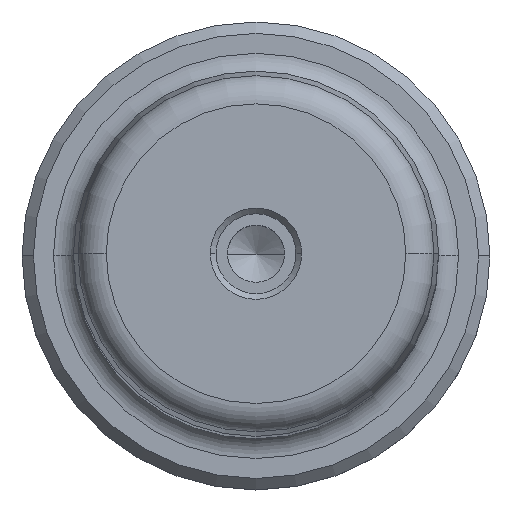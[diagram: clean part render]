
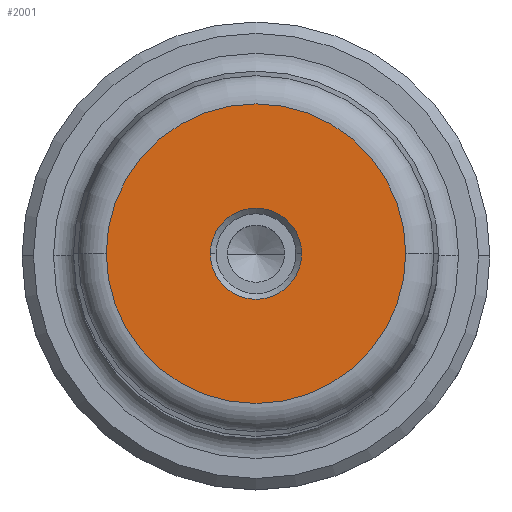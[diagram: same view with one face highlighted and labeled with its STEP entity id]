
A CAD part, top view. The second image highlights one B-rep face of the part: STEP entity #2001.
In plain terms, the highlighted planar face has unit normal (0, 0, 1).
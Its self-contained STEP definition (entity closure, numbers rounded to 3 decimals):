
#3 = EDGE_CURVE ( 'NONE', #1245, #1979, #349, .T. ) ;
#28 = DIRECTION ( 'NONE',  ( 0., 0., -1. ) ) ;
#54 = EDGE_LOOP ( 'NONE', ( #1309, #350 ) ) ;
#228 = DIRECTION ( 'NONE',  ( 0., 0., 1. ) ) ;
#246 = CIRCLE ( 'NONE', #1081, 4. ) ;
#255 = FACE_BOUND ( 'NONE', #2022, .T. ) ;
#349 = CIRCLE ( 'NONE', #1995, 13.124 ) ;
#350 = ORIENTED_EDGE ( 'NONE', *, *, #3, .T. ) ;
#397 = DIRECTION ( 'NONE',  ( 0., 0., 1. ) ) ;
#453 = CARTESIAN_POINT ( 'NONE',  ( 0., 0., 150. ) ) ;
#474 = CARTESIAN_POINT ( 'NONE',  ( -4., 0., 150. ) ) ;
#512 = EDGE_CURVE ( 'NONE', #1979, #1245, #533, .T. ) ;
#533 = CIRCLE ( 'NONE', #1163, 13.124 ) ;
#835 = DIRECTION ( 'NONE',  ( 0., 0., 1. ) ) ;
#860 = ORIENTED_EDGE ( 'NONE', *, *, #1305, .T. ) ;
#921 = CARTESIAN_POINT ( 'NONE',  ( 0., 0., 150. ) ) ;
#1005 = VERTEX_POINT ( 'NONE', #474 ) ;
#1081 = AXIS2_PLACEMENT_3D ( 'NONE', #921, #2255, #1108 ) ;
#1108 = DIRECTION ( 'NONE',  ( 1., 0., 0. ) ) ;
#1119 = EDGE_CURVE ( 'NONE', #1399, #1005, #1551, .T. ) ;
#1147 = CARTESIAN_POINT ( 'NONE',  ( 0., 0., 150. ) ) ;
#1163 = AXIS2_PLACEMENT_3D ( 'NONE', #1519, #397, #1714 ) ;
#1199 = CARTESIAN_POINT ( 'NONE',  ( 13.124, 0., 150. ) ) ;
#1245 = VERTEX_POINT ( 'NONE', #1760 ) ;
#1274 = ORIENTED_EDGE ( 'NONE', *, *, #1119, .T. ) ;
#1296 = CARTESIAN_POINT ( 'NONE',  ( 4., 0., 150. ) ) ;
#1305 = EDGE_CURVE ( 'NONE', #1005, #1399, #246, .T. ) ;
#1309 = ORIENTED_EDGE ( 'NONE', *, *, #512, .T. ) ;
#1333 = DIRECTION ( 'NONE',  ( 1., 0., 0. ) ) ;
#1399 = VERTEX_POINT ( 'NONE', #1296 ) ;
#1519 = CARTESIAN_POINT ( 'NONE',  ( 0., 0., 150. ) ) ;
#1536 = CARTESIAN_POINT ( 'NONE',  ( 0., 0., 150. ) ) ;
#1551 = CIRCLE ( 'NONE', #2224, 4. ) ;
#1693 = FACE_OUTER_BOUND ( 'NONE', #54, .T. ) ;
#1714 = DIRECTION ( 'NONE',  ( 1., 0., 0. ) ) ;
#1760 = CARTESIAN_POINT ( 'NONE',  ( -13.124, 0., 150. ) ) ;
#1972 = PLANE ( 'NONE',  #2011 ) ;
#1979 = VERTEX_POINT ( 'NONE', #1199 ) ;
#1995 = AXIS2_PLACEMENT_3D ( 'NONE', #1536, #228, #2312 ) ;
#2001 = ADVANCED_FACE ( 'NONE', ( #255, #1693 ), #1972, .T. ) ;
#2011 = AXIS2_PLACEMENT_3D ( 'NONE', #453, #835, #2163 ) ;
#2022 = EDGE_LOOP ( 'NONE', ( #1274, #860 ) ) ;
#2163 = DIRECTION ( 'NONE',  ( 1., 0., 0. ) ) ;
#2224 = AXIS2_PLACEMENT_3D ( 'NONE', #1147, #28, #1333 ) ;
#2255 = DIRECTION ( 'NONE',  ( 0., 0., -1. ) ) ;
#2312 = DIRECTION ( 'NONE',  ( 1., 0., 0. ) ) ;
